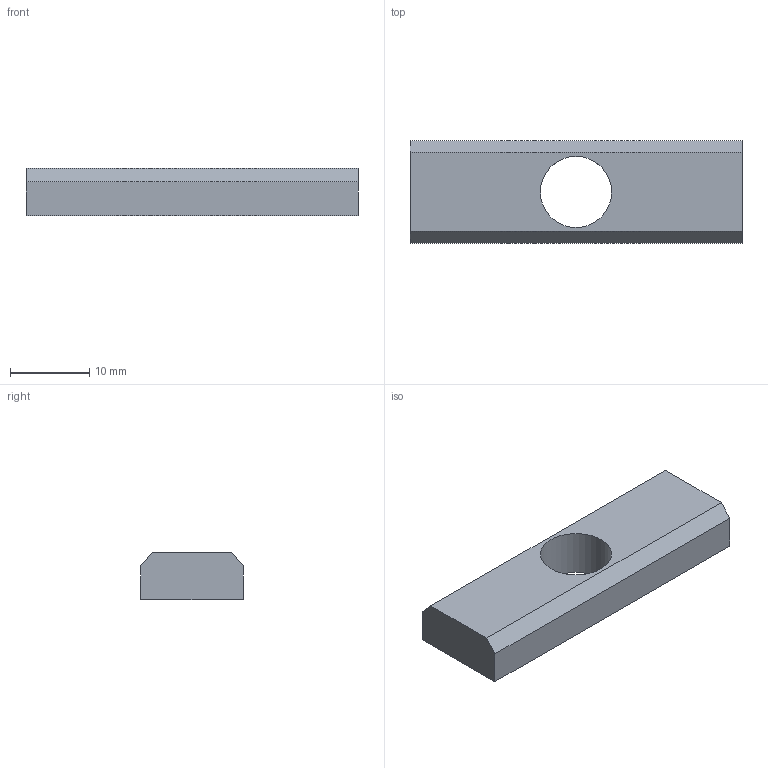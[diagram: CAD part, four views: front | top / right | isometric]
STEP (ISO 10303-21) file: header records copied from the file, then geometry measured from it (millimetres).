
FILE_DESCRIPTION(('STEP AP203'),'2;1');
FILE_NAME('26.061.00.stp','2011-03-21T16:15:34',(''),(''),'2009.3.110','THINKDESIGN','');
FILE_SCHEMA(('CONFIG_CONTROL_DESIGN'));
Length unit declared in the file: millimetre
Bounding box: 42 x 13 x 6 mm (x, y, z)
Volume: 2787.2 mm3; surface area: 1711 mm2
Topology: 1 solids, 1 shells, 9 faces, 23 edges, 16 vertices
Faces by surface type: plane 8, cylinder 1
Full cylindrical faces by diameter (mm): 9 x1
Entity records: 375 total; most frequent: CARTESIAN_POINT 49, ORIENTED_EDGE 46, DIRECTION 45, EDGE_CURVE 23, VECTOR 19, LINE 19, VERTEX_POINT 16, AXIS2_PLACEMENT_3D 13
